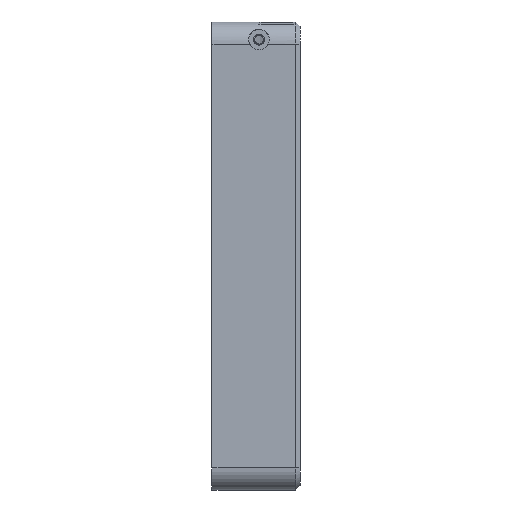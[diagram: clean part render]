
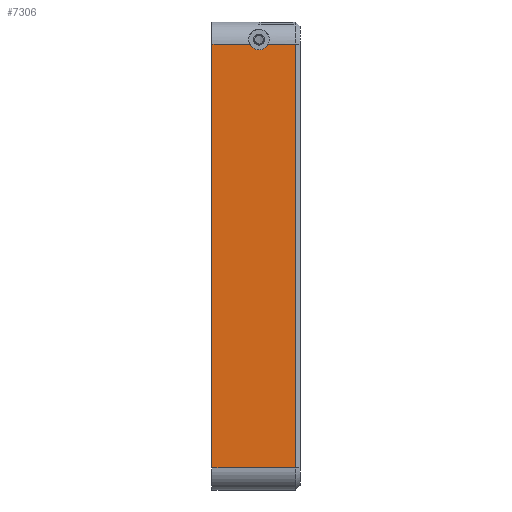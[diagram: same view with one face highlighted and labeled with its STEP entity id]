
A CAD part, left-side view. The second image highlights one B-rep face of the part: STEP entity #7306.
In plain terms, the highlighted planar face has unit normal (-1, 0, 0).
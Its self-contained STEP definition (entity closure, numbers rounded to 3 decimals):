
#124 = EDGE_CURVE ( 'NONE', #5880, #1425, #2114, .T. ) ;
#172 = AXIS2_PLACEMENT_3D ( 'NONE', #8181, #870, #3146 ) ;
#565 = DIRECTION ( 'NONE',  ( 0., 0., 1. ) ) ;
#601 = ORIENTED_EDGE ( 'NONE', *, *, #4047, .F. ) ;
#671 = VERTEX_POINT ( 'NONE', #5517 ) ;
#692 = EDGE_LOOP ( 'NONE', ( #3439, #4714, #601, #4560, #3853, #5230, #1725 ) ) ;
#870 = DIRECTION ( 'NONE',  ( -1., 0., 0. ) ) ;
#940 = CIRCLE ( 'NONE', #172, 2.325 ) ;
#948 = DIRECTION ( 'NONE',  ( 0., 0., 1. ) ) ;
#966 = LINE ( 'NONE', #3907, #2607 ) ;
#975 = EDGE_CURVE ( 'NONE', #5802, #3943, #7837, .T. ) ;
#1020 = VECTOR ( 'NONE', #2066, 1000. ) ;
#1046 = DIRECTION ( 'NONE',  ( 0., 0., 1. ) ) ;
#1143 = CARTESIAN_POINT ( 'NONE',  ( -21.75, 18.45, -48. ) ) ;
#1151 = CARTESIAN_POINT ( 'NONE',  ( -21.75, 18.45, -48. ) ) ;
#1258 = DIRECTION ( 'NONE',  ( 0., 1., 0. ) ) ;
#1425 = VERTEX_POINT ( 'NONE', #5541 ) ;
#1648 = VECTOR ( 'NONE', #4345, 1000. ) ;
#1724 = PLANE ( 'NONE',  #6024 ) ;
#1725 = ORIENTED_EDGE ( 'NONE', *, *, #7041, .F. ) ;
#2066 = DIRECTION ( 'NONE',  ( 0., 1., 0. ) ) ;
#2114 = LINE ( 'NONE', #8685, #1020 ) ;
#2237 = EDGE_CURVE ( 'NONE', #4821, #5880, #2958, .T. ) ;
#2607 = VECTOR ( 'NONE', #8907, 1000. ) ;
#2958 = LINE ( 'NONE', #3533, #1648 ) ;
#3146 = DIRECTION ( 'NONE',  ( 0., 0., 1. ) ) ;
#3327 = CARTESIAN_POINT ( 'NONE',  ( -21.75, -0.5, -48. ) ) ;
#3439 = ORIENTED_EDGE ( 'NONE', *, *, #6631, .F. ) ;
#3533 = CARTESIAN_POINT ( 'NONE',  ( -21.75, -0.5, 48. ) ) ;
#3609 = CARTESIAN_POINT ( 'NONE',  ( -21.75, 9.899, 48. ) ) ;
#3853 = ORIENTED_EDGE ( 'NONE', *, *, #2237, .T. ) ;
#3907 = CARTESIAN_POINT ( 'NONE',  ( -21.75, -1.5, -48. ) ) ;
#3943 = VERTEX_POINT ( 'NONE', #7398 ) ;
#4047 = EDGE_CURVE ( 'NONE', #7145, #3943, #7728, .T. ) ;
#4345 = DIRECTION ( 'NONE',  ( 0., 0., 1. ) ) ;
#4560 = ORIENTED_EDGE ( 'NONE', *, *, #4775, .F. ) ;
#4714 = ORIENTED_EDGE ( 'NONE', *, *, #975, .T. ) ;
#4775 = EDGE_CURVE ( 'NONE', #4821, #7145, #966, .T. ) ;
#4821 = VERTEX_POINT ( 'NONE', #3327 ) ;
#5230 = ORIENTED_EDGE ( 'NONE', *, *, #124, .T. ) ;
#5438 = CARTESIAN_POINT ( 'NONE',  ( -21.75, -1.5, 48. ) ) ;
#5517 = CARTESIAN_POINT ( 'NONE',  ( -21.75, 7.8, 46.675 ) ) ;
#5541 = CARTESIAN_POINT ( 'NONE',  ( -21.75, 5.701, 48. ) ) ;
#5802 = VERTEX_POINT ( 'NONE', #3609 ) ;
#5880 = VERTEX_POINT ( 'NONE', #8184 ) ;
#6024 = AXIS2_PLACEMENT_3D ( 'NONE', #7433, #7392, #948 ) ;
#6519 = CIRCLE ( 'NONE', #8805, 2.325 ) ;
#6631 = EDGE_CURVE ( 'NONE', #5802, #671, #6519, .T. ) ;
#6762 = VECTOR ( 'NONE', #1046, 1000. ) ;
#6819 = FACE_OUTER_BOUND ( 'NONE', #692, .T. ) ;
#7041 = EDGE_CURVE ( 'NONE', #671, #1425, #940, .T. ) ;
#7145 = VERTEX_POINT ( 'NONE', #1151 ) ;
#7162 = CARTESIAN_POINT ( 'NONE',  ( -21.75, 7.8, 49. ) ) ;
#7259 = DIRECTION ( 'NONE',  ( -1., 0., 0. ) ) ;
#7306 = ADVANCED_FACE ( 'NONE', ( #6819 ), #1724, .T. ) ;
#7392 = DIRECTION ( 'NONE',  ( -1., 0., 0. ) ) ;
#7398 = CARTESIAN_POINT ( 'NONE',  ( -21.75, 18.45, 48. ) ) ;
#7427 = VECTOR ( 'NONE', #1258, 1000. ) ;
#7433 = CARTESIAN_POINT ( 'NONE',  ( -21.75, -1.5, -48. ) ) ;
#7728 = LINE ( 'NONE', #1143, #6762 ) ;
#7837 = LINE ( 'NONE', #5438, #7427 ) ;
#8181 = CARTESIAN_POINT ( 'NONE',  ( -21.75, 7.8, 49. ) ) ;
#8184 = CARTESIAN_POINT ( 'NONE',  ( -21.75, -0.5, 48. ) ) ;
#8685 = CARTESIAN_POINT ( 'NONE',  ( -21.75, -1.5, 48. ) ) ;
#8805 = AXIS2_PLACEMENT_3D ( 'NONE', #7162, #7259, #565 ) ;
#8907 = DIRECTION ( 'NONE',  ( 0., 1., 0. ) ) ;
